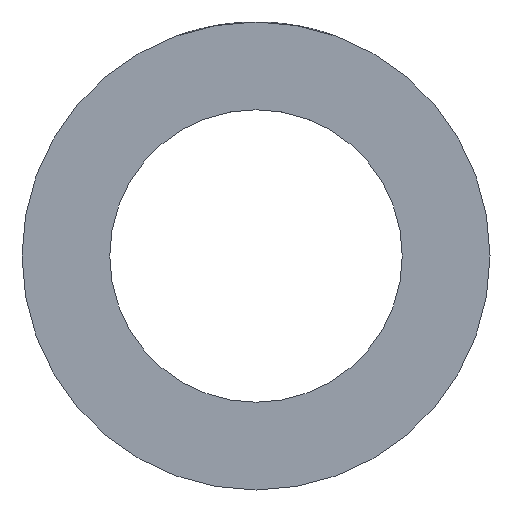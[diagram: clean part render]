
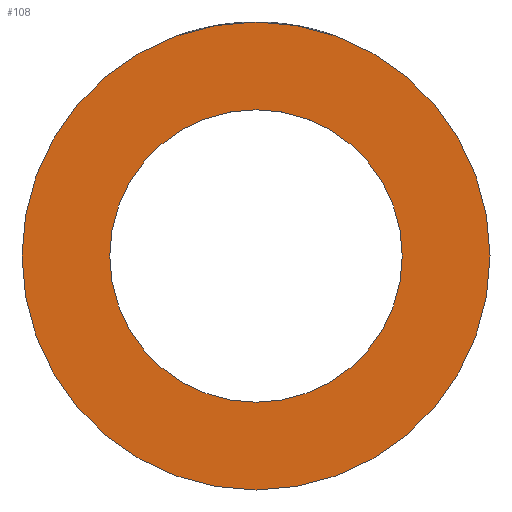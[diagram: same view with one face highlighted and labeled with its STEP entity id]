
A CAD part, front view. The second image highlights one B-rep face of the part: STEP entity #108.
In plain terms, the highlighted planar face has unit normal (0, -1, 0).
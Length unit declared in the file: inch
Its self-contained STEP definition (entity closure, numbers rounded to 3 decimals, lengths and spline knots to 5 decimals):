
#32 = DIRECTION ( 'NONE',  ( 0., 0., 1. ) ) ;
#35 = DIRECTION ( 'NONE',  ( 0., 1., 0. ) ) ;
#43 = PLANE ( 'NONE',  #325 ) ;
#77 = EDGE_CURVE ( 'NONE', #569, #499, #340, .T. ) ;
#101 = VERTEX_POINT ( 'NONE', #165 ) ;
#106 = CIRCLE ( 'NONE', #246, 0.1875 ) ;
#108 = ADVANCED_FACE ( 'NONE', ( #221, #174 ), #43, .F. ) ;
#111 = EDGE_CURVE ( 'NONE', #205, #101, #261, .T. ) ;
#126 = ORIENTED_EDGE ( 'NONE', *, *, #137, .F. ) ;
#137 = EDGE_CURVE ( 'NONE', #101, #205, #161, .T. ) ;
#161 = CIRCLE ( 'NONE', #278, 0.3 ) ;
#163 = EDGE_CURVE ( 'NONE', #499, #569, #106, .T. ) ;
#165 = CARTESIAN_POINT ( 'NONE',  ( 0., 0., -0.3 ) ) ;
#174 = FACE_OUTER_BOUND ( 'NONE', #226, .T. ) ;
#179 = EDGE_LOOP ( 'NONE', ( #416, #625 ) ) ;
#205 = VERTEX_POINT ( 'NONE', #646 ) ;
#221 = FACE_BOUND ( 'NONE', #179, .T. ) ;
#226 = EDGE_LOOP ( 'NONE', ( #126, #603 ) ) ;
#246 = AXIS2_PLACEMENT_3D ( 'NONE', #260, #259, #251 ) ;
#251 = DIRECTION ( 'NONE',  ( 0., 0., -1. ) ) ;
#259 = DIRECTION ( 'NONE',  ( 0., -1., 0. ) ) ;
#260 = CARTESIAN_POINT ( 'NONE',  ( 0., 0., 0. ) ) ;
#261 = CIRCLE ( 'NONE', #425, 0.3 ) ;
#267 = CARTESIAN_POINT ( 'NONE',  ( 0., 0., -0.1875 ) ) ;
#278 = AXIS2_PLACEMENT_3D ( 'NONE', #616, #614, #608 ) ;
#289 = CARTESIAN_POINT ( 'NONE',  ( 0., 0., 0.1875 ) ) ;
#312 = CARTESIAN_POINT ( 'NONE',  ( 0., 0., 0. ) ) ;
#325 = AXIS2_PLACEMENT_3D ( 'NONE', #312, #35, #32 ) ;
#336 = DIRECTION ( 'NONE',  ( 0., 0., -1. ) ) ;
#339 = DIRECTION ( 'NONE',  ( 0., -1., 0. ) ) ;
#340 = CIRCLE ( 'NONE', #411, 0.1875 ) ;
#347 = CARTESIAN_POINT ( 'NONE',  ( 0., 0., 0. ) ) ;
#411 = AXIS2_PLACEMENT_3D ( 'NONE', #347, #339, #336 ) ;
#416 = ORIENTED_EDGE ( 'NONE', *, *, #77, .F. ) ;
#425 = AXIS2_PLACEMENT_3D ( 'NONE', #596, #448, #445 ) ;
#445 = DIRECTION ( 'NONE',  ( 0., 0., 1. ) ) ;
#448 = DIRECTION ( 'NONE',  ( 0., 1., 0. ) ) ;
#499 = VERTEX_POINT ( 'NONE', #267 ) ;
#569 = VERTEX_POINT ( 'NONE', #289 ) ;
#596 = CARTESIAN_POINT ( 'NONE',  ( 0., 0., 0. ) ) ;
#603 = ORIENTED_EDGE ( 'NONE', *, *, #111, .F. ) ;
#608 = DIRECTION ( 'NONE',  ( 0., 0., 1. ) ) ;
#614 = DIRECTION ( 'NONE',  ( 0., 1., 0. ) ) ;
#616 = CARTESIAN_POINT ( 'NONE',  ( 0., 0., 0. ) ) ;
#625 = ORIENTED_EDGE ( 'NONE', *, *, #163, .F. ) ;
#646 = CARTESIAN_POINT ( 'NONE',  ( 0., 0., 0.3 ) ) ;
